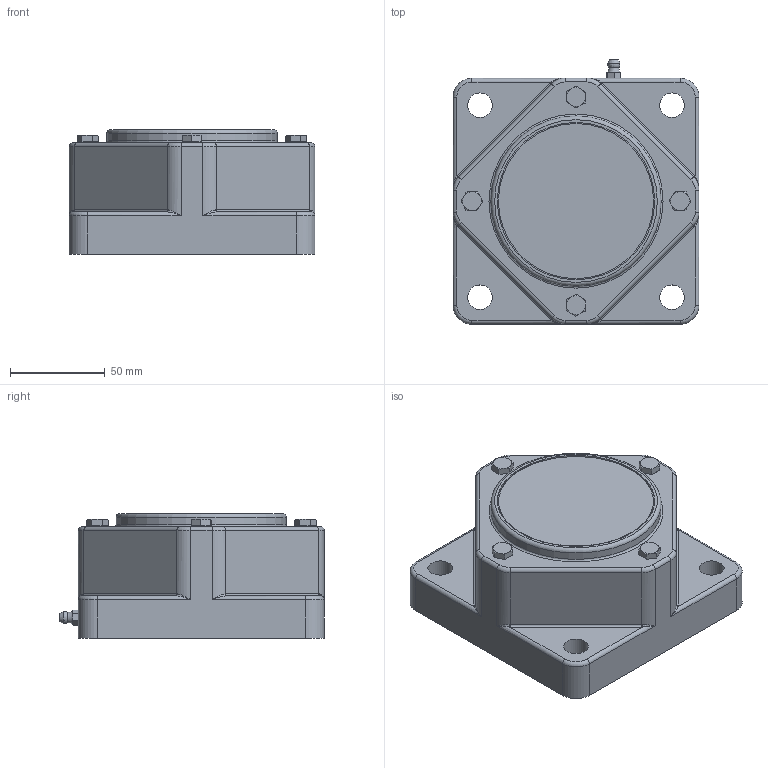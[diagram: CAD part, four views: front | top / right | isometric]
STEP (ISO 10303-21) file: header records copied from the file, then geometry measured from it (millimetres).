
FILE_DESCRIPTION(/* description */ (''),/* implementation_level */ '2;1');
FILE_NAME(/* name */ 'NG40F40.stp',/* time_stamp */ '2015-10-30T10:18:15+01:00',/* author */ ('fje'),/* organization */ (''),/* preprocessor_version */ 'ST-DEVELOPER v15.2',/* originating_system */ 'Autodesk Inventor 2014',/* authorisation */ '');
FILE_SCHEMA (('AUTOMOTIVE_DESIGN { 1 0 10303 214 3 1 1 }'));
Length unit declared in the file: millimetre
Products named in the file (1): Part61
Bounding box: 130 x 139.8 x 66 mm (x, y, z)
Volume: 619330.8 mm3; surface area: 135765.3 mm2
Topology: 6 solids, 23 shells, 446 faces, 1062 edges, 668 vertices
Faces by surface type: plane 169, cylinder 144, cone 78, torus 42, bspline 8, sphere 5
Full cylindrical faces by diameter (mm): 2.4 x2, 3 x1, 4 x1, 4.917 x4, 5.459 x4, 6 x7, 6.5 x4, 8 x2, 8.7 x4, 9 x4, 13 x4, 40 x2, 44.2 x1, 48.5 x1, 49.4 x2, 52 x1, 53.21 x2, 55.75 x1, 58 x1, 68.45 x1, 70.99 x4, 72 x1, 82 x2, 83.2 x1, 88 x2, 89.86 x3, 90 x1
Entity records: 12974 total; most frequent: CARTESIAN_POINT 3042, DIRECTION 2052, ORIENTED_EDGE 1792, EDGE_CURVE 884, AXIS2_PLACEMENT_3D 864, EDGE_LOOP 624, VERTEX_POINT 614, ADVANCED_FACE 446
